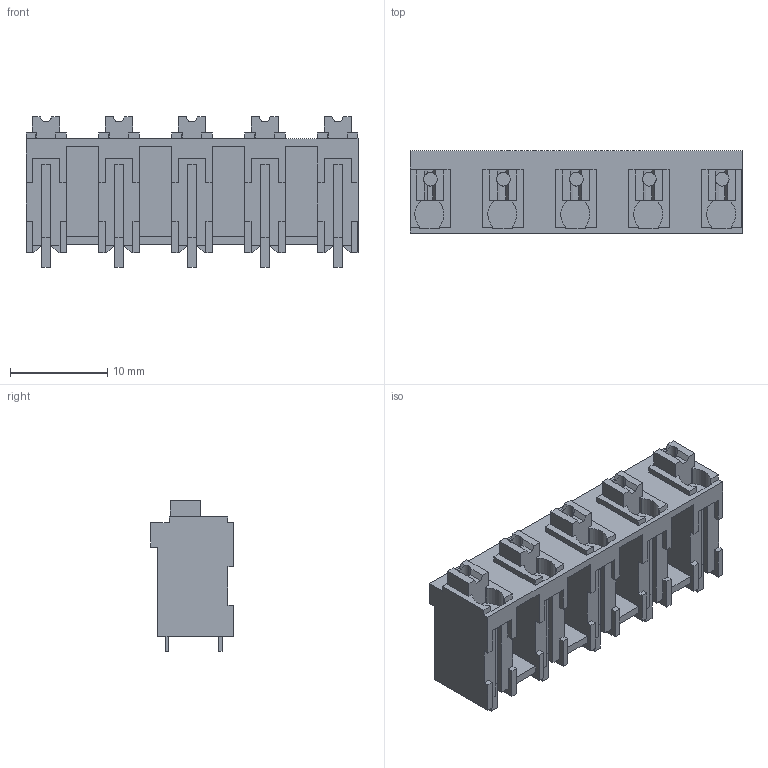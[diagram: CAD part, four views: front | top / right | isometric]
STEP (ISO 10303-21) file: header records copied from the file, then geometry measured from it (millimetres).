
FILE_DESCRIPTION(('CATIA V5 STEP Exchange','CAx-IF Rec.Pracs.--- Model Styling and Organization---1.2---2011-12-15'),'2;1');
FILE_NAME ('D1457885_0_1870310000_1870310000.stp','2018-03-20T09:36:33+00:00',('none'),('Weidmueller'),'CATIA Version 5-6 Release 2014','CATIA V5 STEP AP214','none');
FILE_SCHEMA(('AUTOMOTIVE_DESIGN { 1 0 10303 214 1 1 1 1 }'));
Length unit declared in the file: millimetre
Products named in the file (1): 1870310000
Bounding box: 34.13 x 8.5 x 15.45 mm (x, y, z)
Volume: 2002.2 mm3; surface area: 3102.4 mm2
Topology: 16 solids, 16 shells, 448 faces, 1271 edges, 858 vertices
Faces by surface type: plane 428, cylinder 20
Entity records: 14004 total; most frequent: CARTESIAN_POINT 2593, ORIENTED_EDGE 2542, DIRECTION 1869, EDGE_CURVE 1271, VECTOR 1191, LINE 1191, VERTEX_POINT 858, EDGE_LOOP 451
